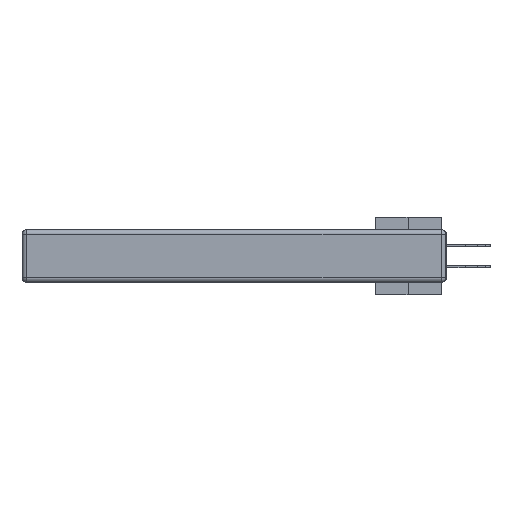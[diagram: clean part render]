
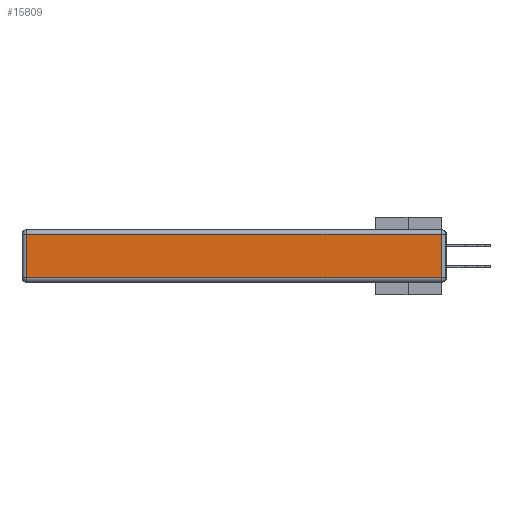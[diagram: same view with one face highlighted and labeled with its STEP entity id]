
A CAD part, left-side view. The second image highlights one B-rep face of the part: STEP entity #15809.
In plain terms, the highlighted planar face has unit normal (-1, 0, 0).
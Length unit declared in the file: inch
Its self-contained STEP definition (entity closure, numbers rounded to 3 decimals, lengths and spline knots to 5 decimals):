
#169 = LINE ( 'NONE', #31496, #30860 ) ;
#1614 = LINE ( 'NONE', #29377, #11704 ) ;
#3086 = DIRECTION ( 'NONE',  ( 0., 0., -1. ) ) ;
#3394 = FACE_OUTER_BOUND ( 'NONE', #7511, .T. ) ;
#3413 = LINE ( 'NONE', #11602, #14366 ) ;
#6862 = EDGE_CURVE ( 'NONE', #27122, #7799, #1614, .T. ) ;
#7511 = EDGE_LOOP ( 'NONE', ( #23159, #24015, #23875, #18918 ) ) ;
#7799 = VERTEX_POINT ( 'NONE', #28396 ) ;
#8131 = VERTEX_POINT ( 'NONE', #29437 ) ;
#8178 = DIRECTION ( 'NONE',  ( 0., 0., 1. ) ) ;
#11466 = EDGE_CURVE ( 'NONE', #7799, #8131, #3413, .T. ) ;
#11602 = CARTESIAN_POINT ( 'NONE',  ( 0., 0., -0.313 ) ) ;
#11704 = VECTOR ( 'NONE', #3086, 39.37008 ) ;
#13533 = CARTESIAN_POINT ( 'NONE',  ( 0., 2.72, -0.03 ) ) ;
#14366 = VECTOR ( 'NONE', #17007, 39.37008 ) ;
#14579 = AXIS2_PLACEMENT_3D ( 'NONE', #28339, #21407, #22808 ) ;
#15809 = ADVANCED_FACE ( 'NONE', ( #3394 ), #23455, .T. ) ;
#17007 = DIRECTION ( 'NONE',  ( 0., -1., 0. ) ) ;
#18918 = ORIENTED_EDGE ( 'NONE', *, *, #6862, .T. ) ;
#21407 = DIRECTION ( 'NONE',  ( -1., 0., 0. ) ) ;
#21812 = EDGE_CURVE ( 'NONE', #27136, #27122, #169, .T. ) ;
#22808 = DIRECTION ( 'NONE',  ( 0., 0., 1. ) ) ;
#23159 = ORIENTED_EDGE ( 'NONE', *, *, #11466, .T. ) ;
#23208 = VECTOR ( 'NONE', #8178, 39.37008 ) ;
#23455 = PLANE ( 'NONE',  #14579 ) ;
#23875 = ORIENTED_EDGE ( 'NONE', *, *, #21812, .T. ) ;
#24015 = ORIENTED_EDGE ( 'NONE', *, *, #32929, .T. ) ;
#27122 = VERTEX_POINT ( 'NONE', #13533 ) ;
#27136 = VERTEX_POINT ( 'NONE', #27703 ) ;
#27703 = CARTESIAN_POINT ( 'NONE',  ( 0., 0.03, -0.03 ) ) ;
#28339 = CARTESIAN_POINT ( 'NONE',  ( 0., 0., -0.343 ) ) ;
#28396 = CARTESIAN_POINT ( 'NONE',  ( 0., 2.72, -0.313 ) ) ;
#29375 = CARTESIAN_POINT ( 'NONE',  ( 0., 0.03, -0.343 ) ) ;
#29377 = CARTESIAN_POINT ( 'NONE',  ( 0., 2.72, -0.343 ) ) ;
#29437 = CARTESIAN_POINT ( 'NONE',  ( 0., 0.03, -0.313 ) ) ;
#30860 = VECTOR ( 'NONE', #34421, 39.37008 ) ;
#31496 = CARTESIAN_POINT ( 'NONE',  ( 0., 2.75, -0.03 ) ) ;
#31565 = LINE ( 'NONE', #29375, #23208 ) ;
#32929 = EDGE_CURVE ( 'NONE', #8131, #27136, #31565, .T. ) ;
#34421 = DIRECTION ( 'NONE',  ( 0., 1., 0. ) ) ;
